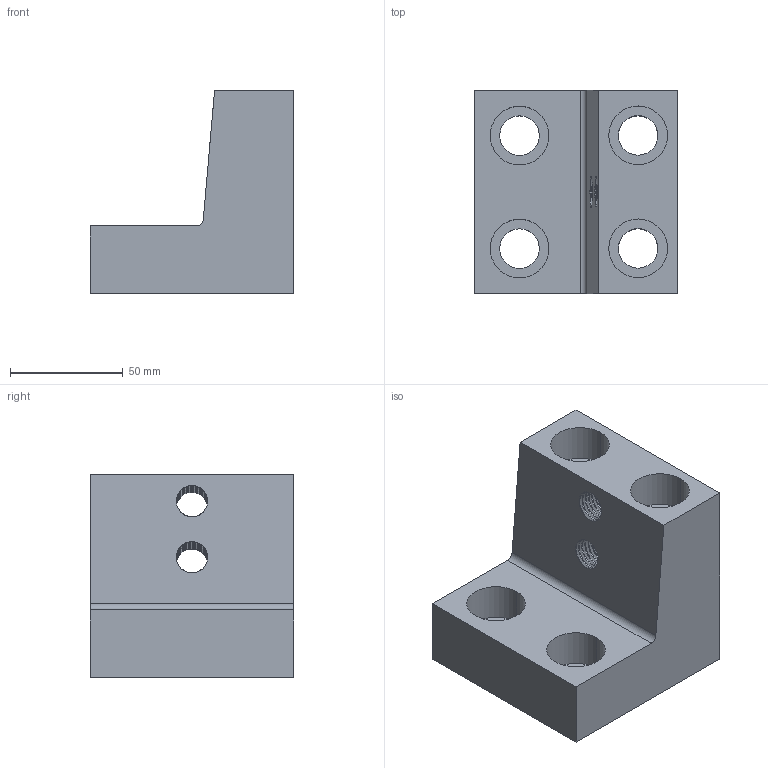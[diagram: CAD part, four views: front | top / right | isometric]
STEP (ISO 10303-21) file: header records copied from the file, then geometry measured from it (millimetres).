
FILE_DESCRIPTION(('STEP AP214'),'1');
FILE_NAME(' ',' ',('TraceParts'),('TraceParts S.A.'),'XStep 1.0',' ',' ');
FILE_SCHEMA(('automotive_design'));
Length unit declared in the file: millimetre
Products named in the file (1): 1
Bounding box: 90 x 90 x 90 mm (x, y, z)
Volume: 356454.8 mm3; surface area: 59924.8 mm2
Topology: 1 solids, 1 shells, 412 faces, 994 edges, 588 vertices
Faces by surface type: torus 152, cone 151, cylinder 97, plane 12
Entity records: 23568 total; most frequent: DIRECTION 2544, CARTESIAN_POINT 2143, STYLED_ITEM 1995, PRESENTATION_STYLE_ASSIGNMENT 1995, COLOUR_RGB 1995, ORIENTED_EDGE 1988, AXIS2_PLACEMENT_3D 1141, EDGE_CURVE 994
